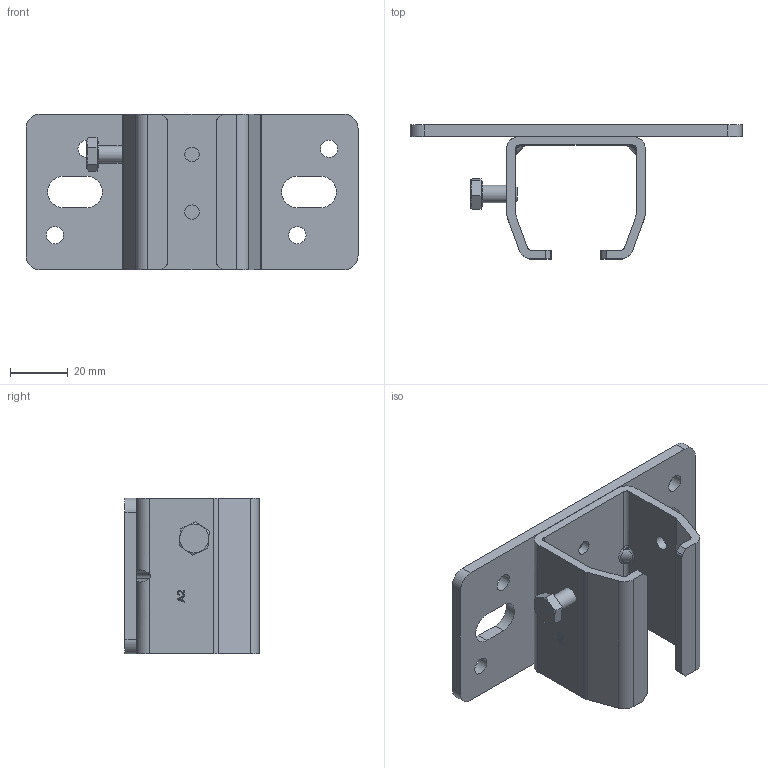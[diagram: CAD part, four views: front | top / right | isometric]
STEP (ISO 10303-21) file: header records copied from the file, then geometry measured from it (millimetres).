
FILE_DESCRIPTION(/* description */ (''),/* implementation_level */ '2;1');
FILE_NAME(/* name */ '9038HXA2.stp',/* time_stamp */ '2019-08-23T08:48:47+02:00',/* author */ ('Marc'),/* organization */ (''),/* preprocessor_version */ 'ST-DEVELOPER v17.2',/* originating_system */ 'Autodesk Inventor 2019',/* authorisation */ '');
FILE_SCHEMA (('AP203_CONFIGURATION_CONTROLLED_3D_DESIGN_OF_MECHANICAL_PARTS_AND_ASSEMBLIES_MIM_LF { 1 0 10303 203 3 1 4 }','AUTOMOTIVE_DESIGN { 1 0 10303 214 3 1 1 }'));
Length unit declared in the file: millimetre
Products named in the file (4): 9038HXA2; 15701; 18383; 04665
Assembly tree (3 placements, depth 2):
  9038HXA2
    15701
    18383
    04665
Bounding box: 115 x 46.5 x 54 mm (x, y, z)
Volume: 46121 mm3; surface area: 30309.5 mm2
Topology: 3 solids, 3 shells, 251 faces, 653 edges, 431 vertices
Faces by surface type: plane 148, cylinder 74, bspline 19, cone 7, sphere 3
Full cylindrical faces by diameter (mm): 1.151 x2, 1.25 x2, 5 x4, 6 x5, 8.88 x1
Entity records: 8145 total; most frequent: CARTESIAN_POINT 1739, ORIENTED_EDGE 1300, DIRECTION 1273, EDGE_CURVE 650, LINE 437, VECTOR 437, VERTEX_POINT 431, AXIS2_PLACEMENT_3D 418
